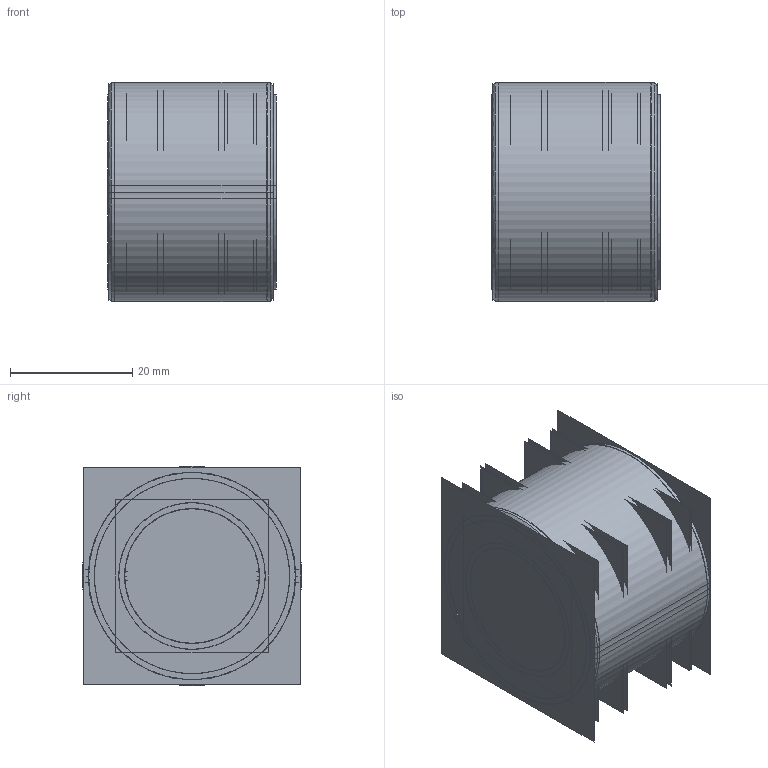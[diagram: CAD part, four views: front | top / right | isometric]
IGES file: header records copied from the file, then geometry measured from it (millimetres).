
Start section:  PTC IGES file: fp432z.igs
Global section: file name: fp432z.igs; native system: Creo Parametric by Parametric Technology Corporation; preprocessor: 2013150; author: sales 4; organization: Unknown; date: 20140325.144252; units: millimetre
Bounding box: 27.52 x 36 x 36 mm (x, y, z)
Volume: 14049.5 mm3; surface area: 163598.1 mm2
Topology: 34 solids, 34 shells, 4618 faces, 23626 edges, 29270 vertices
Faces by surface type: bspline 3190, revolution 1428
